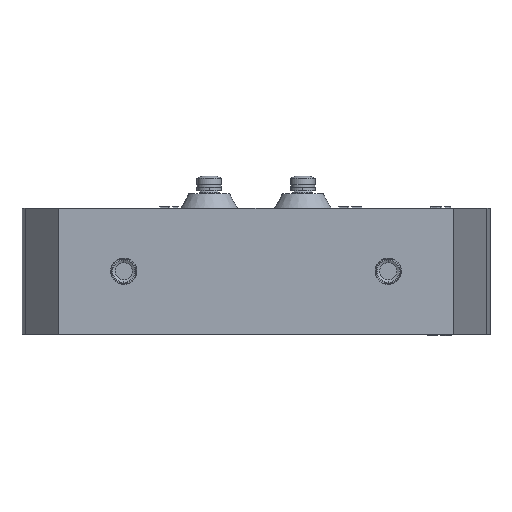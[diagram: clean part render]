
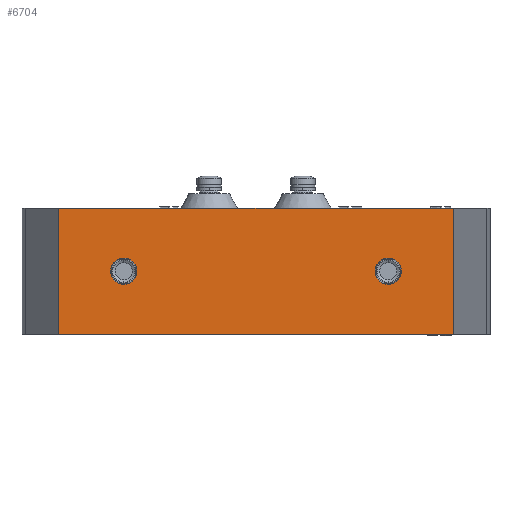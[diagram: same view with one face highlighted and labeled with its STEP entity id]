
A CAD part, front view. The second image highlights one B-rep face of the part: STEP entity #6704.
In plain terms, the highlighted planar face has unit normal (0, -1, 0).
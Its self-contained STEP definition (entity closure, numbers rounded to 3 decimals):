
#1294 = CARTESIAN_POINT ( 'NONE',  ( -65., -117., 0. ) ) ;
#3289 = ORIENTED_EDGE ( 'NONE', *, *, #23109, .F. ) ;
#3324 = EDGE_CURVE ( 'NONE', #75109, #55780, #89207, .T. ) ;
#4667 = CIRCLE ( 'NONE', #87710, 6.5 ) ;
#5415 = DIRECTION ( 'NONE',  ( 0., 0., -1. ) ) ;
#5721 = ORIENTED_EDGE ( 'NONE', *, *, #78032, .F. ) ;
#6325 = AXIS2_PLACEMENT_3D ( 'NONE', #56117, #13901, #63266 ) ;
#6704 = ADVANCED_FACE ( 'NONE', ( #22133, #40816, #24375 ), #66317, .F. ) ;
#6816 = EDGE_CURVE ( 'NONE', #44697, #75109, #81650, .T. ) ;
#7698 = CARTESIAN_POINT ( 'NONE',  ( 65., -117., 6.5 ) ) ;
#8355 = DIRECTION ( 'NONE',  ( 0., 0., -1. ) ) ;
#9439 = DIRECTION ( 'NONE',  ( 1., 0., 0. ) ) ;
#11141 = CARTESIAN_POINT ( 'NONE',  ( -97., -117., 31. ) ) ;
#12111 = CARTESIAN_POINT ( 'NONE',  ( -97., -117., 31. ) ) ;
#13901 = DIRECTION ( 'NONE',  ( 0., -1., 0. ) ) ;
#14281 = CARTESIAN_POINT ( 'NONE',  ( 65., -117., -6.5 ) ) ;
#16327 = LINE ( 'NONE', #77225, #35000 ) ;
#16423 = ORIENTED_EDGE ( 'NONE', *, *, #61374, .F. ) ;
#17019 = EDGE_LOOP ( 'NONE', ( #49914, #80796, #16423, #64933 ) ) ;
#17714 = VERTEX_POINT ( 'NONE', #55850 ) ;
#18068 = CARTESIAN_POINT ( 'NONE',  ( -97., -117., -31. ) ) ;
#19100 = EDGE_CURVE ( 'NONE', #17714, #37081, #47925, .T. ) ;
#20218 = AXIS2_PLACEMENT_3D ( 'NONE', #64926, #22654, #71939 ) ;
#22133 = FACE_BOUND ( 'NONE', #88917, .T. ) ;
#22654 = DIRECTION ( 'NONE',  ( 0., -1., 0. ) ) ;
#22828 = CARTESIAN_POINT ( 'NONE',  ( 97., -117., 31. ) ) ;
#23109 = EDGE_CURVE ( 'NONE', #52488, #56700, #69168, .T. ) ;
#23647 = ORIENTED_EDGE ( 'NONE', *, *, #19100, .F. ) ;
#24375 = FACE_OUTER_BOUND ( 'NONE', #17019, .T. ) ;
#26419 = CARTESIAN_POINT ( 'NONE',  ( -97., -117., 31. ) ) ;
#27913 = DIRECTION ( 'NONE',  ( 0., 0., -1. ) ) ;
#32575 = DIRECTION ( 'NONE',  ( 0., 0., -1. ) ) ;
#33456 = DIRECTION ( 'NONE',  ( 1., 0., 0. ) ) ;
#35000 = VECTOR ( 'NONE', #27913, 1000. ) ;
#37081 = VERTEX_POINT ( 'NONE', #90541 ) ;
#37656 = CARTESIAN_POINT ( 'NONE',  ( -97., -117., -31. ) ) ;
#38711 = AXIS2_PLACEMENT_3D ( 'NONE', #80753, #87801, #45643 ) ;
#40816 = FACE_BOUND ( 'NONE', #90209, .T. ) ;
#41162 = LINE ( 'NONE', #26419, #76492 ) ;
#43539 = AXIS2_PLACEMENT_3D ( 'NONE', #1294, #50507, #8355 ) ;
#44697 = VERTEX_POINT ( 'NONE', #12111 ) ;
#45643 = DIRECTION ( 'NONE',  ( 0., 0., 1. ) ) ;
#47629 = DIRECTION ( 'NONE',  ( 0., -1., 0. ) ) ;
#47925 = CIRCLE ( 'NONE', #6325, 6.5 ) ;
#48764 = EDGE_CURVE ( 'NONE', #62996, #55780, #16327, .T. ) ;
#49914 = ORIENTED_EDGE ( 'NONE', *, *, #3324, .T. ) ;
#50507 = DIRECTION ( 'NONE',  ( 0., -1., 0. ) ) ;
#52488 = VERTEX_POINT ( 'NONE', #7698 ) ;
#55780 = VERTEX_POINT ( 'NONE', #83553 ) ;
#55850 = CARTESIAN_POINT ( 'NONE',  ( -65., -117., -6.5 ) ) ;
#56117 = CARTESIAN_POINT ( 'NONE',  ( -65., -117., 0. ) ) ;
#56700 = VERTEX_POINT ( 'NONE', #14281 ) ;
#61374 = EDGE_CURVE ( 'NONE', #44697, #62996, #41162, .T. ) ;
#62996 = VERTEX_POINT ( 'NONE', #22828 ) ;
#63266 = DIRECTION ( 'NONE',  ( 0., 0., -1. ) ) ;
#64926 = CARTESIAN_POINT ( 'NONE',  ( 65., -117., 0. ) ) ;
#64933 = ORIENTED_EDGE ( 'NONE', *, *, #6816, .T. ) ;
#66317 = PLANE ( 'NONE',  #38711 ) ;
#69168 = CIRCLE ( 'NONE', #20218, 6.5 ) ;
#70460 = VECTOR ( 'NONE', #9439, 1000. ) ;
#71939 = DIRECTION ( 'NONE',  ( 0., 0., -1. ) ) ;
#75109 = VERTEX_POINT ( 'NONE', #18068 ) ;
#76492 = VECTOR ( 'NONE', #33456, 1000. ) ;
#77225 = CARTESIAN_POINT ( 'NONE',  ( 97., -117., 31. ) ) ;
#78032 = EDGE_CURVE ( 'NONE', #37081, #17714, #83285, .T. ) ;
#79447 = VECTOR ( 'NONE', #32575, 1000. ) ;
#80753 = CARTESIAN_POINT ( 'NONE',  ( -97., -117., 31. ) ) ;
#80796 = ORIENTED_EDGE ( 'NONE', *, *, #48764, .F. ) ;
#81650 = LINE ( 'NONE', #11141, #79447 ) ;
#83285 = CIRCLE ( 'NONE', #43539, 6.5 ) ;
#83553 = CARTESIAN_POINT ( 'NONE',  ( 97., -117., -31. ) ) ;
#85603 = EDGE_CURVE ( 'NONE', #56700, #52488, #4667, .T. ) ;
#87710 = AXIS2_PLACEMENT_3D ( 'NONE', #89771, #47629, #5415 ) ;
#87801 = DIRECTION ( 'NONE',  ( 0., 1., 0. ) ) ;
#88917 = EDGE_LOOP ( 'NONE', ( #90287, #3289 ) ) ;
#89207 = LINE ( 'NONE', #37656, #70460 ) ;
#89771 = CARTESIAN_POINT ( 'NONE',  ( 65., -117., 0. ) ) ;
#90209 = EDGE_LOOP ( 'NONE', ( #23647, #5721 ) ) ;
#90287 = ORIENTED_EDGE ( 'NONE', *, *, #85603, .F. ) ;
#90541 = CARTESIAN_POINT ( 'NONE',  ( -65., -117., 6.5 ) ) ;
